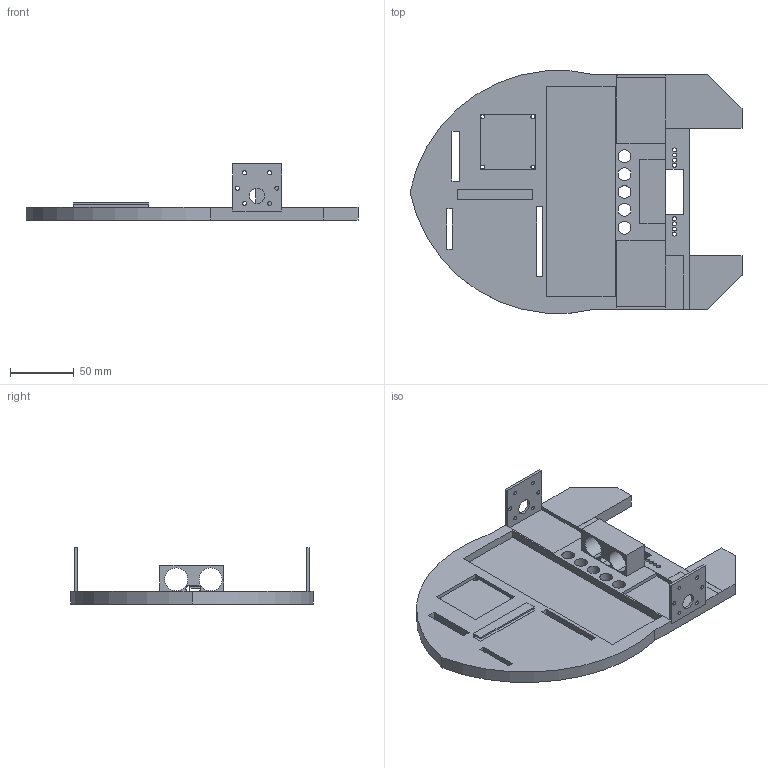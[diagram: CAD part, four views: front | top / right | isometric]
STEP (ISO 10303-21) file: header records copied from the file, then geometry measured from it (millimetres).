
FILE_DESCRIPTION (( 'STEP AP214' ), '1' );
FILE_NAME ('Chasis Base.STEP',<<<<<<< Updated upstream '2022-06-18T14:13:19',======= '2022-06-18T14:04:09',>>>>>>> Stashed changes ( '' ), ( '' ), 'SwSTEP 2.0', 'SolidWorks 2021', '' );
FILE_SCHEMA (( 'AUTOMOTIVE_DESIGN' ));
Length unit declared in the file: millimetre
Products named in the file (2): Chasis Base
Bounding box: 260 x 189.76 x 44.01 mm (x, y, z)
Volume: 303425.5 mm3; surface area: 104553.9 mm2
Topology: 1 solids, 1 shells, 168 faces, 486 edges, 320 vertices
Faces by surface type: plane 97, cylinder 71
Entity records: 11448 total; most frequent: CARTESIAN_POINT 1950, ORIENTED_EDGE 1944, DIRECTION 1936, EDGE_CURVE 972, VECTOR 684, LINE 684, VERTEX_POINT 640, AXIS2_PLACEMENT_3D 626
